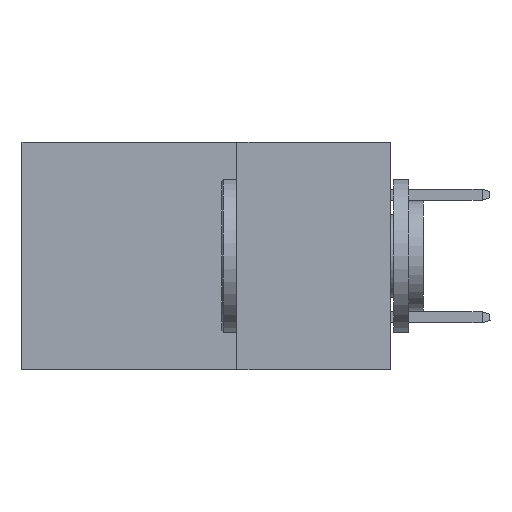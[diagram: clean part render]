
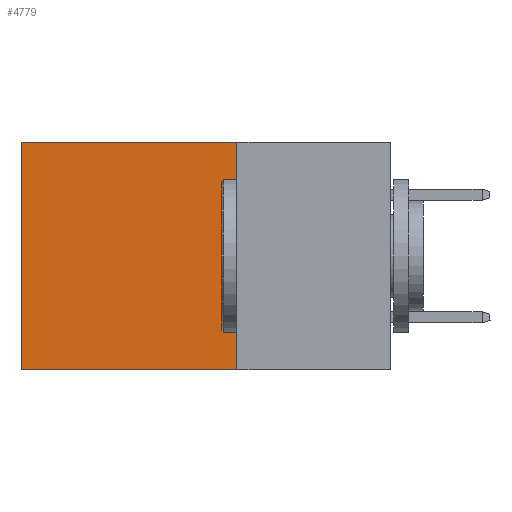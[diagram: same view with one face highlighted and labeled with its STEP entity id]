
A CAD part, left-side view. The second image highlights one B-rep face of the part: STEP entity #4779.
In plain terms, the highlighted planar face has unit normal (-1, 0, 0).
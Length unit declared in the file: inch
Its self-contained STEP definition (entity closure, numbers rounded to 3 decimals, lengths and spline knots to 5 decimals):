
#495 = EDGE_CURVE ( 'NONE', #12881, #25187, #20262, .T. ) ;
#686 = VECTOR ( 'NONE', #28498, 39.37008 ) ;
#731 = CARTESIAN_POINT ( 'NONE',  ( 0.2875, 0.25, 0. ) ) ;
#2238 = VECTOR ( 'NONE', #25891, 39.37008 ) ;
#2998 = EDGE_CURVE ( 'NONE', #12881, #22618, #6228, .T. ) ;
#3133 = DIRECTION ( 'NONE',  ( 1., 0., 0. ) ) ;
#3562 = FACE_OUTER_BOUND ( 'NONE', #15262, .T. ) ;
#4779 = ADVANCED_FACE ( 'NONE', ( #3562 ), #14483, .F. ) ;
#6228 = LINE ( 'NONE', #15303, #686 ) ;
#6613 = ORIENTED_EDGE ( 'NONE', *, *, #495, .F. ) ;
#9264 = ORIENTED_EDGE ( 'NONE', *, *, #20161, .T. ) ;
#9630 = CARTESIAN_POINT ( 'NONE',  ( 0.2875, 0.25, -0.37 ) ) ;
#9900 = DIRECTION ( 'NONE',  ( 0., 0., -1. ) ) ;
#10926 = ORIENTED_EDGE ( 'NONE', *, *, #26838, .F. ) ;
#11526 = CARTESIAN_POINT ( 'NONE',  ( 0.2875, 0.6, -0.37 ) ) ;
#11910 = DIRECTION ( 'NONE',  ( 0., 1., 0. ) ) ;
#12091 = CARTESIAN_POINT ( 'NONE',  ( 0.2875, 0.25, -0.37 ) ) ;
#12283 = CARTESIAN_POINT ( 'NONE',  ( 0.2875, 0.25, 0. ) ) ;
#12472 = LINE ( 'NONE', #25435, #17716 ) ;
#12881 = VERTEX_POINT ( 'NONE', #12283 ) ;
#14483 = PLANE ( 'NONE',  #24559 ) ;
#15262 = EDGE_LOOP ( 'NONE', ( #9264, #10926, #6613, #21530 ) ) ;
#15303 = CARTESIAN_POINT ( 'NONE',  ( 0.2875, 0.25, 0. ) ) ;
#17512 = CARTESIAN_POINT ( 'NONE',  ( 0.2875, 0.25, 0. ) ) ;
#17577 = LINE ( 'NONE', #9630, #28622 ) ;
#17716 = VECTOR ( 'NONE', #9900, 39.37008 ) ;
#18928 = DIRECTION ( 'NONE',  ( 0., 0., -1. ) ) ;
#19284 = VERTEX_POINT ( 'NONE', #11526 ) ;
#20161 = EDGE_CURVE ( 'NONE', #22618, #19284, #12472, .T. ) ;
#20262 = LINE ( 'NONE', #17512, #2238 ) ;
#21530 = ORIENTED_EDGE ( 'NONE', *, *, #2998, .T. ) ;
#22618 = VERTEX_POINT ( 'NONE', #27711 ) ;
#24559 = AXIS2_PLACEMENT_3D ( 'NONE', #731, #3133, #18928 ) ;
#25187 = VERTEX_POINT ( 'NONE', #12091 ) ;
#25435 = CARTESIAN_POINT ( 'NONE',  ( 0.2875, 0.6, 0. ) ) ;
#25891 = DIRECTION ( 'NONE',  ( 0., 0., -1. ) ) ;
#26838 = EDGE_CURVE ( 'NONE', #25187, #19284, #17577, .T. ) ;
#27711 = CARTESIAN_POINT ( 'NONE',  ( 0.2875, 0.6, 0. ) ) ;
#28498 = DIRECTION ( 'NONE',  ( 0., 1., 0. ) ) ;
#28622 = VECTOR ( 'NONE', #11910, 39.37008 ) ;
